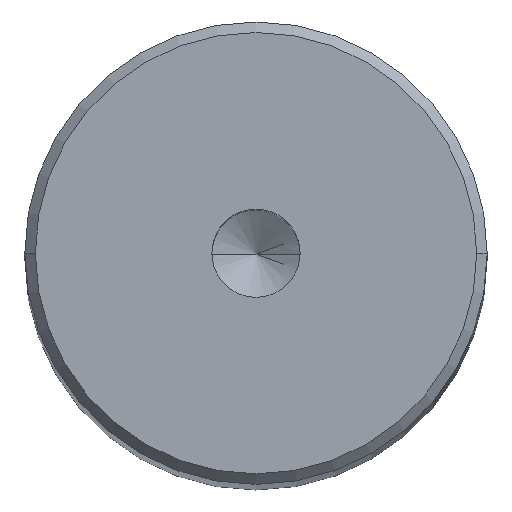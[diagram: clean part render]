
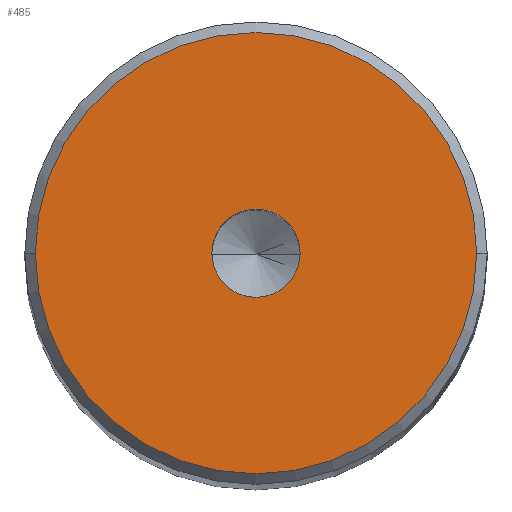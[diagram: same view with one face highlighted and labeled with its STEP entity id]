
A CAD part, top view. The second image highlights one B-rep face of the part: STEP entity #485.
In plain terms, the highlighted planar face has unit normal (0, 0, 1).
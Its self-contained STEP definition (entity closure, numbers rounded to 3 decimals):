
#10 = AXIS2_PLACEMENT_3D ( 'NONE', #322, #120, #499 ) ;
#20 = FACE_BOUND ( 'NONE', #462, .T. ) ;
#43 = AXIS2_PLACEMENT_3D ( 'NONE', #568, #49, #330 ) ;
#49 = DIRECTION ( 'NONE',  ( 0., 0., 1. ) ) ;
#50 = CIRCLE ( 'NONE', #152, 2.1 ) ;
#65 = AXIS2_PLACEMENT_3D ( 'NONE', #508, #371, #428 ) ;
#69 = ORIENTED_EDGE ( 'NONE', *, *, #99, .F. ) ;
#81 = CIRCLE ( 'NONE', #65, 2.1 ) ;
#85 = VERTEX_POINT ( 'NONE', #468 ) ;
#90 = DIRECTION ( 'NONE',  ( 1., 0., 0. ) ) ;
#94 = ORIENTED_EDGE ( 'NONE', *, *, #431, .F. ) ;
#99 = EDGE_CURVE ( 'NONE', #222, #168, #50, .T. ) ;
#103 = CIRCLE ( 'NONE', #436, 10.5 ) ;
#120 = DIRECTION ( 'NONE',  ( 0., 0., 1. ) ) ;
#127 = VERTEX_POINT ( 'NONE', #502 ) ;
#152 = AXIS2_PLACEMENT_3D ( 'NONE', #529, #495, #90 ) ;
#168 = VERTEX_POINT ( 'NONE', #229 ) ;
#207 = FACE_OUTER_BOUND ( 'NONE', #349, .T. ) ;
#222 = VERTEX_POINT ( 'NONE', #355 ) ;
#229 = CARTESIAN_POINT ( 'NONE',  ( -2.1, 0., 0. ) ) ;
#231 = DIRECTION ( 'NONE',  ( 1., 0., 0. ) ) ;
#239 = PLANE ( 'NONE',  #43 ) ;
#296 = EDGE_CURVE ( 'NONE', #85, #127, #103, .T. ) ;
#322 = CARTESIAN_POINT ( 'NONE',  ( 0., 0., 0. ) ) ;
#330 = DIRECTION ( 'NONE',  ( 1., 0., 0. ) ) ;
#349 = EDGE_LOOP ( 'NONE', ( #400, #433 ) ) ;
#355 = CARTESIAN_POINT ( 'NONE',  ( 2.1, 0., 0. ) ) ;
#371 = DIRECTION ( 'NONE',  ( 0., 0., 1. ) ) ;
#400 = ORIENTED_EDGE ( 'NONE', *, *, #512, .T. ) ;
#428 = DIRECTION ( 'NONE',  ( 1., 0., 0. ) ) ;
#431 = EDGE_CURVE ( 'NONE', #168, #222, #81, .T. ) ;
#433 = ORIENTED_EDGE ( 'NONE', *, *, #296, .T. ) ;
#436 = AXIS2_PLACEMENT_3D ( 'NONE', #551, #509, #231 ) ;
#462 = EDGE_LOOP ( 'NONE', ( #69, #94 ) ) ;
#468 = CARTESIAN_POINT ( 'NONE',  ( 10.5, 0., 0. ) ) ;
#485 = ADVANCED_FACE ( 'NONE', ( #20, #207 ), #239, .T. ) ;
#495 = DIRECTION ( 'NONE',  ( 0., 0., 1. ) ) ;
#499 = DIRECTION ( 'NONE',  ( 1., 0., 0. ) ) ;
#502 = CARTESIAN_POINT ( 'NONE',  ( -10.5, 0., 0. ) ) ;
#508 = CARTESIAN_POINT ( 'NONE',  ( 0., 0., 0. ) ) ;
#509 = DIRECTION ( 'NONE',  ( 0., 0., 1. ) ) ;
#512 = EDGE_CURVE ( 'NONE', #127, #85, #541, .T. ) ;
#529 = CARTESIAN_POINT ( 'NONE',  ( 0., 0., 0. ) ) ;
#541 = CIRCLE ( 'NONE', #10, 10.5 ) ;
#551 = CARTESIAN_POINT ( 'NONE',  ( 0., 0., 0. ) ) ;
#568 = CARTESIAN_POINT ( 'NONE',  ( 0., 0., 0. ) ) ;
